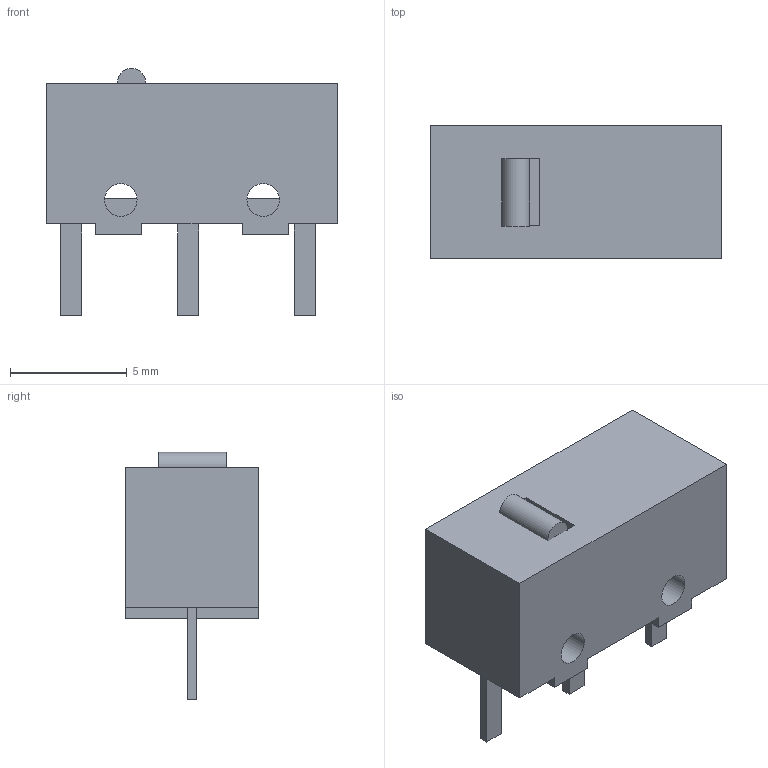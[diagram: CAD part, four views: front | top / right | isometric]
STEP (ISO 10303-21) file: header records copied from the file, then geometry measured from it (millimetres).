
FILE_DESCRIPTION(('FreeCAD Model'),'2;1');
FILE_NAME('Open CASCADE Shape Model','2023-03-08T09:35:39',(''),(''), 'Open CASCADE STEP processor 7.6','FreeCAD','Unknown');
FILE_SCHEMA(('AUTOMOTIVE_DESIGN { 1 0 10303 214 1 1 1 1 }'));
Length unit declared in the file: millimetre
Products named in the file (4): mose_switch1; body_swetch2_001; button_switch1_001; button_conn1_001
Assembly tree (3 placements, depth 2):
  mose_switch1
    body_swetch2_001
    button_switch1_001
    button_conn1_001
Bounding box: 12.5 x 5.7 x 10.59 mm (x, y, z)
Volume: 431.2 mm3; surface area: 500.7 mm2
Topology: 3 solids, 3 shells, 42 faces, 105 edges, 70 vertices
Faces by surface type: plane 39, cylinder 3
Full cylindrical faces by diameter (mm): 1.2 x1, 1.4 x2
Entity records: 1337 total; most frequent: CARTESIAN_POINT 221, ORIENTED_EDGE 210, DIRECTION 203, EDGE_CURVE 105, LINE 99, VECTOR 99, VERTEX_POINT 70, AXIS2_PLACEMENT_3D 52
